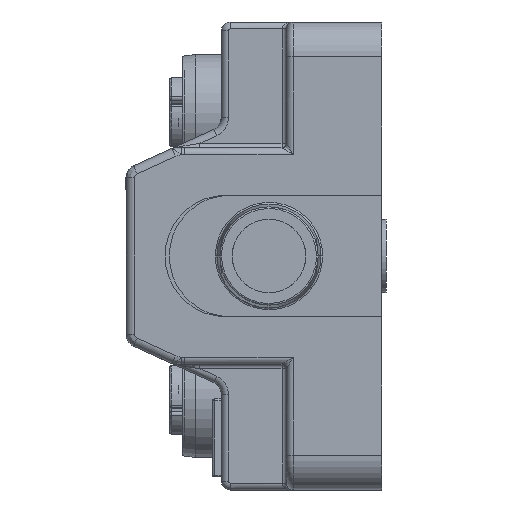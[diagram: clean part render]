
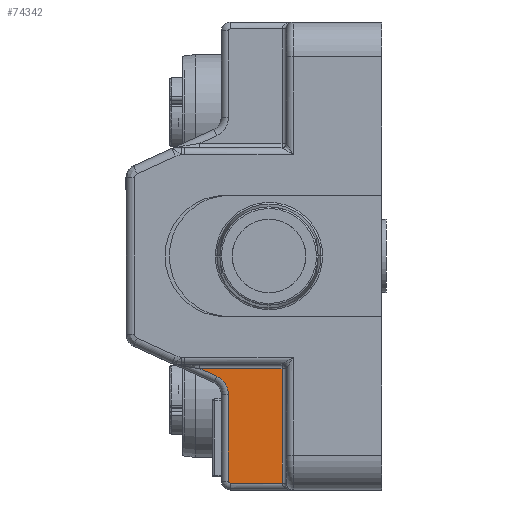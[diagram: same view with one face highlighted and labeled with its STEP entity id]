
A CAD part, left-side view. The second image highlights one B-rep face of the part: STEP entity #74342.
In plain terms, the highlighted planar face has unit normal (-1, 0, 0).
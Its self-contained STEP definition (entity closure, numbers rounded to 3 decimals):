
#104 = ORIENTED_EDGE ( 'NONE', *, *, #95584, .T. ) ;
#1720 = DIRECTION ( 'NONE',  ( 1., 0., 0. ) ) ;
#2278 = VECTOR ( 'NONE', #84056, 1000. ) ;
#2763 = ORIENTED_EDGE ( 'NONE', *, *, #56223, .T. ) ;
#9893 = ORIENTED_EDGE ( 'NONE', *, *, #98250, .T. ) ;
#11177 = CARTESIAN_POINT ( 'NONE',  ( -110.38, 3.778, 114.081 ) ) ;
#13163 = CARTESIAN_POINT ( 'NONE',  ( -110.38, 3.778, 100.881 ) ) ;
#14727 = LINE ( 'NONE', #114499, #90422 ) ;
#16265 = DIRECTION ( 'NONE',  ( 1., 0., 0. ) ) ;
#20250 = DIRECTION ( 'NONE',  ( -1., 0., 0. ) ) ;
#23393 = CARTESIAN_POINT ( 'NONE',  ( -110.38, 13.245, 114.081 ) ) ;
#24647 = CARTESIAN_POINT ( 'NONE',  ( -110.38, 9.978, 101.081 ) ) ;
#24859 = CARTESIAN_POINT ( 'NONE',  ( -110.38, 14.345, 114.081 ) ) ;
#28410 = LINE ( 'NONE', #24859, #2278 ) ;
#28647 = AXIS2_PLACEMENT_3D ( 'NONE', #75503, #16265, #85416 ) ;
#30996 = PLANE ( 'NONE',  #65433 ) ;
#32304 = VERTEX_POINT ( 'NONE', #13163 ) ;
#32341 = ORIENTED_EDGE ( 'NONE', *, *, #63409, .T. ) ;
#34872 = EDGE_LOOP ( 'NONE', ( #2763, #9893, #123302, #84334, #104, #32341, #55720 ) ) ;
#36963 = VERTEX_POINT ( 'NONE', #11177 ) ;
#37814 = VERTEX_POINT ( 'NONE', #115871 ) ;
#55720 = ORIENTED_EDGE ( 'NONE', *, *, #64172, .T. ) ;
#56223 = EDGE_CURVE ( 'NONE', #32304, #36963, #126618, .T. ) ;
#58292 = DIRECTION ( 'NONE',  ( 0., -0.91, -0.414 ) ) ;
#58568 = LINE ( 'NONE', #24647, #110866 ) ;
#60194 = EDGE_CURVE ( 'NONE', #77331, #37814, #80382, .T. ) ;
#60898 = CARTESIAN_POINT ( 'NONE',  ( -110.38, 3.278, 98.772 ) ) ;
#63409 = EDGE_CURVE ( 'NONE', #125607, #75916, #92136, .T. ) ;
#64172 = EDGE_CURVE ( 'NONE', #75916, #32304, #14727, .T. ) ;
#65433 = AXIS2_PLACEMENT_3D ( 'NONE', #60898, #1720, #70787 ) ;
#69669 = CARTESIAN_POINT ( 'NONE',  ( -110.38, 11.326, 113.209 ) ) ;
#69978 = VERTEX_POINT ( 'NONE', #23393 ) ;
#70787 = DIRECTION ( 'NONE',  ( 0., 0., -1. ) ) ;
#73901 = DIRECTION ( 'NONE',  ( 0., 0., -1. ) ) ;
#74342 = ADVANCED_FACE ( 'NONE', ( #85468 ), #30996, .F. ) ;
#75304 = LINE ( 'NONE', #87950, #124411 ) ;
#75503 = CARTESIAN_POINT ( 'NONE',  ( -110.38, 12.278, 111.115 ) ) ;
#75916 = VERTEX_POINT ( 'NONE', #80628 ) ;
#77331 = VERTEX_POINT ( 'NONE', #69669 ) ;
#79428 = CARTESIAN_POINT ( 'NONE',  ( -110.38, 9.778, 101.081 ) ) ;
#80382 = CIRCLE ( 'NONE', #28647, 2.3 ) ;
#80628 = CARTESIAN_POINT ( 'NONE',  ( -110.38, 9.778, 100.881 ) ) ;
#84056 = DIRECTION ( 'NONE',  ( 0., 1., 0. ) ) ;
#84334 = ORIENTED_EDGE ( 'NONE', *, *, #60194, .T. ) ;
#85326 = DIRECTION ( 'NONE',  ( 0., -1., 0. ) ) ;
#85416 = DIRECTION ( 'NONE',  ( 0., 0., -1. ) ) ;
#85468 = FACE_OUTER_BOUND ( 'NONE', #34872, .T. ) ;
#87950 = CARTESIAN_POINT ( 'NONE',  ( -110.38, 11.326, 113.209 ) ) ;
#89339 = DIRECTION ( 'NONE',  ( 0., 0., -1. ) ) ;
#90422 = VECTOR ( 'NONE', #85326, 1000. ) ;
#92136 = CIRCLE ( 'NONE', #98435, 0.2 ) ;
#92383 = EDGE_CURVE ( 'NONE', #69978, #77331, #75304, .T. ) ;
#95584 = EDGE_CURVE ( 'NONE', #37814, #125607, #58568, .T. ) ;
#98250 = EDGE_CURVE ( 'NONE', #36963, #69978, #28410, .T. ) ;
#98435 = AXIS2_PLACEMENT_3D ( 'NONE', #79428, #20250, #89339 ) ;
#100608 = VECTOR ( 'NONE', #126035, 1000. ) ;
#104849 = CARTESIAN_POINT ( 'NONE',  ( -110.38, 9.978, 101.081 ) ) ;
#110866 = VECTOR ( 'NONE', #73901, 1000. ) ;
#114499 = CARTESIAN_POINT ( 'NONE',  ( -110.38, 3.278, 100.881 ) ) ;
#115871 = CARTESIAN_POINT ( 'NONE',  ( -110.38, 9.978, 111.115 ) ) ;
#116238 = CARTESIAN_POINT ( 'NONE',  ( -110.38, 3.778, 114.581 ) ) ;
#123302 = ORIENTED_EDGE ( 'NONE', *, *, #92383, .T. ) ;
#124411 = VECTOR ( 'NONE', #58292, 1000. ) ;
#125607 = VERTEX_POINT ( 'NONE', #104849 ) ;
#126035 = DIRECTION ( 'NONE',  ( 0., 0., 1. ) ) ;
#126618 = LINE ( 'NONE', #116238, #100608 ) ;
